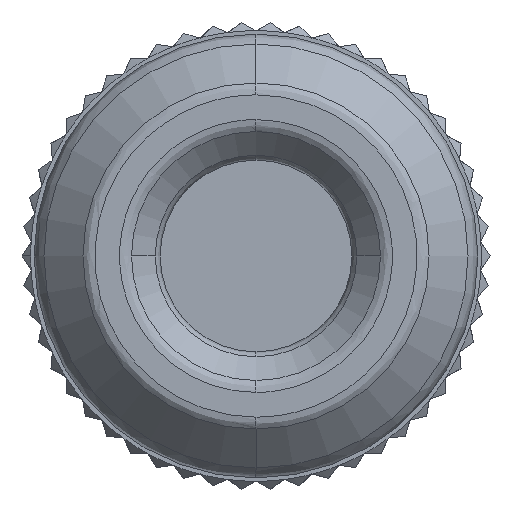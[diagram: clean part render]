
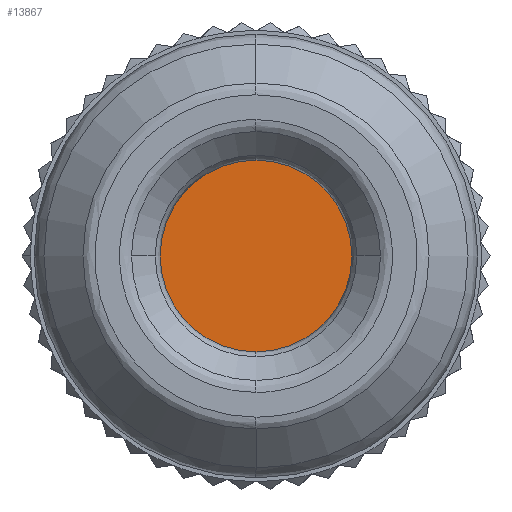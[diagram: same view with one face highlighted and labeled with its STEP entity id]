
A CAD part, front view. The second image highlights one B-rep face of the part: STEP entity #13867.
In plain terms, the highlighted planar face has unit normal (0, -1, 0).
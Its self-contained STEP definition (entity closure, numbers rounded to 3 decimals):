
#1870 = DIRECTION ( 'NONE',  ( 0., -1., 0. ) ) ;
#4847 = EDGE_CURVE ( 'NONE', #5206, #15959, #9475, .T. ) ;
#5123 = DIRECTION ( 'NONE',  ( 0., -1., 0. ) ) ;
#5183 = CARTESIAN_POINT ( 'NONE',  ( 0., -29., -2.85 ) ) ;
#5206 = VERTEX_POINT ( 'NONE', #5183 ) ;
#5439 = ORIENTED_EDGE ( 'NONE', *, *, #4847, .T. ) ;
#7052 = PLANE ( 'NONE',  #14826 ) ;
#7793 = CARTESIAN_POINT ( 'NONE',  ( 0., -29., 2.85 ) ) ;
#9475 = CIRCLE ( 'NONE', #15759, 2.85 ) ;
#11181 = EDGE_CURVE ( 'NONE', #15959, #5206, #22799, .T. ) ;
#11313 = DIRECTION ( 'NONE',  ( 0., -1., 0. ) ) ;
#13800 = CARTESIAN_POINT ( 'NONE',  ( 0., -29., 0. ) ) ;
#13867 = ADVANCED_FACE ( 'NONE', ( #23084 ), #7052, .T. ) ;
#14826 = AXIS2_PLACEMENT_3D ( 'NONE', #15105, #5123, #19039 ) ;
#15105 = CARTESIAN_POINT ( 'NONE',  ( 0., -29., 0. ) ) ;
#15759 = AXIS2_PLACEMENT_3D ( 'NONE', #13800, #1870, #15806 ) ;
#15806 = DIRECTION ( 'NONE',  ( 0., 0., 1. ) ) ;
#15959 = VERTEX_POINT ( 'NONE', #7793 ) ;
#16615 = AXIS2_PLACEMENT_3D ( 'NONE', #23070, #11313, #25025 ) ;
#19039 = DIRECTION ( 'NONE',  ( 0., 0., -1. ) ) ;
#21244 = EDGE_LOOP ( 'NONE', ( #24880, #5439 ) ) ;
#22799 = CIRCLE ( 'NONE', #16615, 2.85 ) ;
#23070 = CARTESIAN_POINT ( 'NONE',  ( 0., -29., 0. ) ) ;
#23084 = FACE_OUTER_BOUND ( 'NONE', #21244, .T. ) ;
#24880 = ORIENTED_EDGE ( 'NONE', *, *, #11181, .T. ) ;
#25025 = DIRECTION ( 'NONE',  ( 0., 0., 1. ) ) ;
